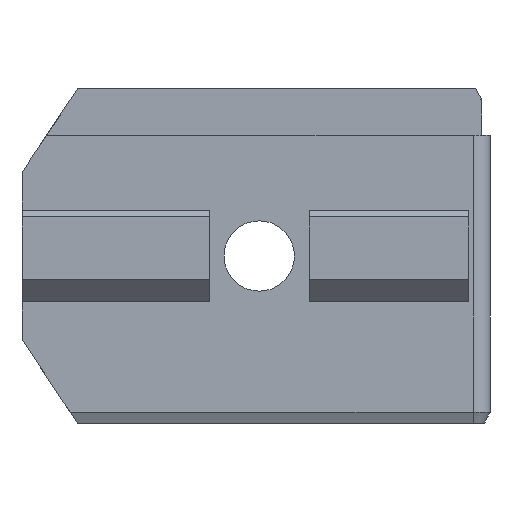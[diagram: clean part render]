
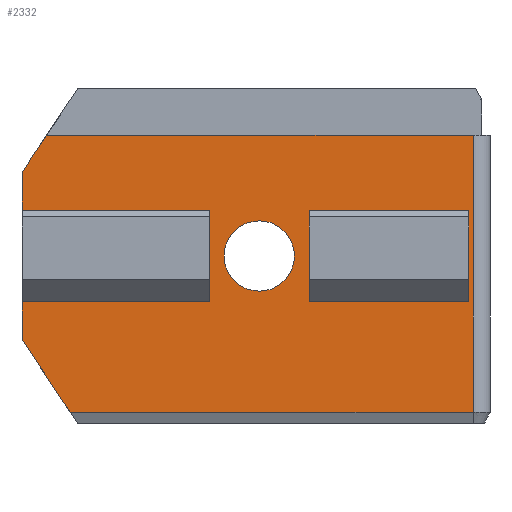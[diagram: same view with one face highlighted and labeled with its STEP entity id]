
A CAD part, left-side view. The second image highlights one B-rep face of the part: STEP entity #2332.
In plain terms, the highlighted planar face has unit normal (-1, 0, 0).
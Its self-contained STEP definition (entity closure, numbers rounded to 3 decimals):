
#108=FACE_BOUND('',#474,.T.);
#109=FACE_BOUND('',#475,.T.);
#237=CIRCLE('',#2519,3.15);
#331=FACE_OUTER_BOUND('',#473,.T.);
#473=EDGE_LOOP('',(#1991,#1992,#1993,#1994,#1995,#1996,#1997,#1998,#1999,
#2000));
#474=EDGE_LOOP('',(#2001));
#475=EDGE_LOOP('',(#2002,#2003,#2004,#2005));
#527=LINE('',#3142,#725);
#534=LINE('',#3183,#732);
#554=LINE('',#3501,#752);
#558=LINE('',#3509,#756);
#562=LINE('',#3518,#760);
#566=LINE('',#3527,#764);
#571=LINE('',#3535,#769);
#610=LINE('',#4381,#808);
#683=LINE('',#4720,#881);
#684=LINE('',#4722,#882);
#686=LINE('',#4725,#884);
#687=LINE('',#4727,#885);
#688=LINE('',#4728,#886);
#689=LINE('',#4731,#887);
#725=VECTOR('',#2581,10.);
#732=VECTOR('',#2596,10.);
#752=VECTOR('',#2700,10.);
#756=VECTOR('',#2706,10.);
#760=VECTOR('',#2712,10.);
#764=VECTOR('',#2718,10.);
#769=VECTOR('',#2723,10.);
#808=VECTOR('',#2786,10.);
#881=VECTOR('',#2987,10.);
#882=VECTOR('',#2990,10.);
#884=VECTOR('',#2994,10.);
#885=VECTOR('',#2995,10.);
#886=VECTOR('',#2996,10.);
#887=VECTOR('',#2999,10.);
#922=VERTEX_POINT('',#3139);
#923=VERTEX_POINT('',#3141);
#929=VERTEX_POINT('',#3182);
#986=VERTEX_POINT('',#3494);
#989=VERTEX_POINT('',#3499);
#992=VERTEX_POINT('',#3507);
#993=VERTEX_POINT('',#3511);
#996=VERTEX_POINT('',#3516);
#999=VERTEX_POINT('',#3524);
#1000=VERTEX_POINT('',#3526);
#1003=VERTEX_POINT('',#3533);
#1054=VERTEX_POINT('',#4379);
#1124=VERTEX_POINT('',#4718);
#1125=VERTEX_POINT('',#4726);
#1126=VERTEX_POINT('',#4729);
#1140=EDGE_CURVE('',#923,#922,#527,.T.);
#1149=EDGE_CURVE('',#923,#929,#534,.T.);
#1230=EDGE_CURVE('',#986,#989,#554,.T.);
#1234=EDGE_CURVE('',#989,#992,#558,.T.);
#1238=EDGE_CURVE('',#993,#996,#562,.T.);
#1242=EDGE_CURVE('',#999,#1000,#566,.T.);
#1247=EDGE_CURVE('',#1003,#996,#571,.T.);
#1325=EDGE_CURVE('',#992,#1054,#610,.T.);
#1440=EDGE_CURVE('',#929,#1124,#683,.T.);
#1441=EDGE_CURVE('',#1124,#1003,#684,.T.);
#1443=EDGE_CURVE('',#1000,#922,#686,.T.);
#1444=EDGE_CURVE('',#999,#1125,#687,.T.);
#1445=EDGE_CURVE('',#1125,#993,#688,.T.);
#1446=EDGE_CURVE('',#1126,#1126,#237,.T.);
#1447=EDGE_CURVE('',#1054,#986,#689,.T.);
#1991=ORIENTED_EDGE('',*,*,#1140,.T.);
#1992=ORIENTED_EDGE('',*,*,#1443,.F.);
#1993=ORIENTED_EDGE('',*,*,#1242,.F.);
#1994=ORIENTED_EDGE('',*,*,#1444,.T.);
#1995=ORIENTED_EDGE('',*,*,#1445,.T.);
#1996=ORIENTED_EDGE('',*,*,#1238,.T.);
#1997=ORIENTED_EDGE('',*,*,#1247,.F.);
#1998=ORIENTED_EDGE('',*,*,#1441,.F.);
#1999=ORIENTED_EDGE('',*,*,#1440,.F.);
#2000=ORIENTED_EDGE('',*,*,#1149,.F.);
#2001=ORIENTED_EDGE('',*,*,#1446,.T.);
#2002=ORIENTED_EDGE('',*,*,#1325,.T.);
#2003=ORIENTED_EDGE('',*,*,#1447,.T.);
#2004=ORIENTED_EDGE('',*,*,#1230,.T.);
#2005=ORIENTED_EDGE('',*,*,#1234,.T.);
#2216=PLANE('',#2518);
#2332=ADVANCED_FACE('',(#331,#108,#109),#2216,.T.);
#2518=AXIS2_PLACEMENT_3D('',#4724,#2992,#2993);
#2519=AXIS2_PLACEMENT_3D('',#4730,#2997,#2998);
#2581=DIRECTION('',(0.,1.,0.));
#2596=DIRECTION('',(0.,0.,-1.));
#2700=DIRECTION('',(0.,1.,0.));
#2706=DIRECTION('',(0.,0.,1.));
#2712=DIRECTION('',(0.,1.,0.));
#2718=DIRECTION('',(0.,0.,1.));
#2723=DIRECTION('',(0.,0.,1.));
#2786=DIRECTION('',(0.,-1.,0.));
#2987=DIRECTION('',(0.,1.,0.));
#2990=DIRECTION('',(0.,0.555,0.832));
#2992=DIRECTION('center_axis',(-1.,0.,0.));
#2993=DIRECTION('ref_axis',(0.,-1.,0.));
#2994=DIRECTION('',(0.,-0.555,0.832));
#2995=DIRECTION('',(0.,-1.,0.));
#2996=DIRECTION('',(0.,0.,-1.));
#2997=DIRECTION('center_axis',(1.,0.,0.));
#2998=DIRECTION('ref_axis',(0.,-1.,0.));
#2999=DIRECTION('',(0.,0.,-1.));
#3139=CARTESIAN_POINT('',(-45.,10.3,10.8));
#3141=CARTESIAN_POINT('',(-45.,-27.919,10.8));
#3142=CARTESIAN_POINT('',(-45.,-8.75,10.8));
#3182=CARTESIAN_POINT('',(-45.,-27.919,-14.));
#3183=CARTESIAN_POINT('',(-45.,-27.919,0.));
#3494=CARTESIAN_POINT('',(-45.,-27.5,-4.1));
#3499=CARTESIAN_POINT('',(-45.,-13.25,-4.1));
#3501=CARTESIAN_POINT('',(-45.,-0.375,-4.1));
#3507=CARTESIAN_POINT('',(-45.,-13.25,4.1));
#3509=CARTESIAN_POINT('',(-45.,-13.25,2.05));
#3511=CARTESIAN_POINT('',(-45.,-4.25,-4.1));
#3516=CARTESIAN_POINT('',(-45.,12.5,-4.1));
#3518=CARTESIAN_POINT('',(-45.,12.5,-4.1));
#3524=CARTESIAN_POINT('',(-45.,12.5,4.1));
#3526=CARTESIAN_POINT('',(-45.,12.5,7.5));
#3527=CARTESIAN_POINT('',(-45.,12.5,0.));
#3533=CARTESIAN_POINT('',(-45.,12.5,-7.5));
#3535=CARTESIAN_POINT('',(-45.,12.5,0.));
#4379=CARTESIAN_POINT('',(-45.,-27.5,4.1));
#4381=CARTESIAN_POINT('',(-45.,-7.5,4.1));
#4718=CARTESIAN_POINT('',(-45.,8.167,-14.));
#4720=CARTESIAN_POINT('',(-45.,1.875,-14.));
#4722=CARTESIAN_POINT('',(-45.,12.981,-6.779));
#4724=CARTESIAN_POINT('Origin',(-45.,12.5,0.));
#4725=CARTESIAN_POINT('',(-45.,12.981,6.779));
#4726=CARTESIAN_POINT('',(-45.,-4.25,4.1));
#4727=CARTESIAN_POINT('',(-45.,4.125,4.1));
#4728=CARTESIAN_POINT('',(-45.,-4.25,-2.05));
#4729=CARTESIAN_POINT('',(-45.,-5.6,0.));
#4730=CARTESIAN_POINT('Origin',(-45.,-8.75,0.));
#4731=CARTESIAN_POINT('',(-45.,-27.5,-2.05));
